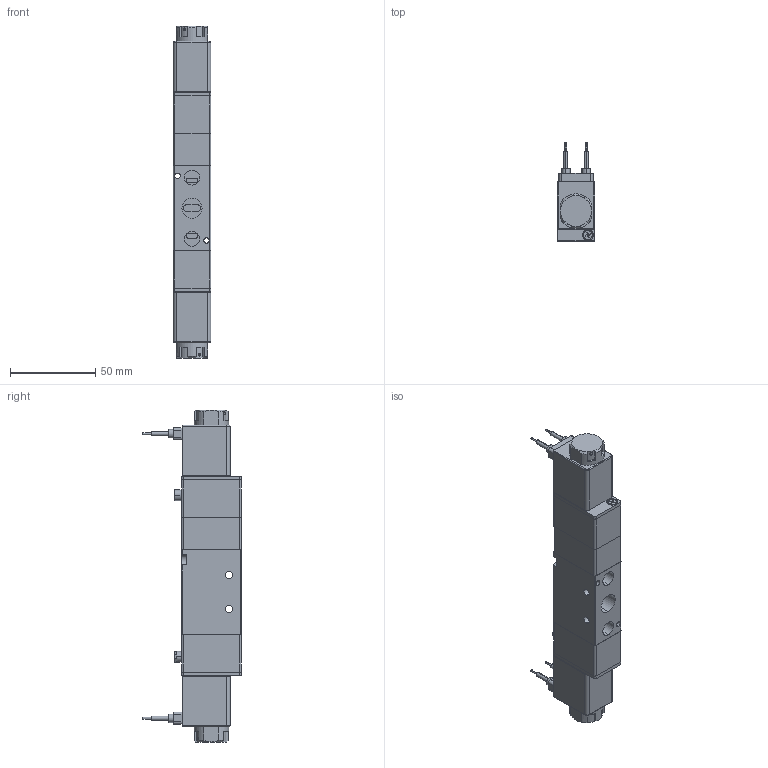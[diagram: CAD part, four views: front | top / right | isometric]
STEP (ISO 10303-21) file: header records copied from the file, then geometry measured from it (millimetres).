
FILE_DESCRIPTION (( 'STEP AP203' ), '1' );
FILE_NAME ('4V230C-E-P-08-G.STEP', '2016-07-08T20:55:38', ( '' ), ( '' ), 'SwSTEP 2.0', 'SolidWorks 2016', '' );
FILE_SCHEMA (( 'CONFIG_CONTROL_DESIGN' ));
Length unit declared in the file: inch
Products named in the file (12): 4V230-08-11++ｦT+ｷ-G-+-+; 4V210-08-03+ｺｦs-G-+-+; 4V210-¯+ª(¦÷-¯-+)_2; 4V210-¯+ª(¦÷-¯-+)_1; 4V210-¯+ª(¦÷-¯-+); 4V210-¯+ª(¦÷-¯-+)_3; 4V210-14-+ｦ++ｺ+ｷ; 4V210-ｯ+ｪ-ｦ-+-G-+-+; 4V210-13-戌s; 4V230C-E-P-08-G; 4V210-XD-03-+氖+-; cross recessed countersunk head screws gb1_GB_CROSS_SCREWS_TYPE4 M3X25-23.35  H type-N
Assembly tree (18 placements, depth 3):
  4V230C-E-P-08-G
    4V210-08-03+ｺｦs-G-+-+
    4V210-14-+ｦ++ｺ+ｷ  x2
    4V210-13-戌s  x2
    4V210-XD-03-+氖+-  x2
    cross recessed countersunk head screws gb1_GB_CROSS_SCREWS_TYPE4 M3X25-23.35  H type-N  x3
    4V230-08-11++ｦT+ｷ-G-+-+
    4V210-¯+ª(¦÷-¯-+)_3  x2
      4V210-¯+ª(¦÷-¯-+)_2
      4V210-¯+ª(¦÷-¯-+)_1
      4V210-¯+ª(¦÷-¯-+)
    4V210-ｯ+ｪ-ｦ-+-G-+-+  x2
Bounding box: 22 x 57.7 x 195.2 mm (x, y, z)
Volume: 112296.3 mm3; surface area: 44665.1 mm2
Topology: 19 solids, 19 shells, 449 faces, 1084 edges, 712 vertices
Faces by surface type: plane 213, cylinder 206, cone 26, bspline 4
Entity records: 9243 total; most frequent: CARTESIAN_POINT 1448, DIRECTION 1413, ORIENTED_EDGE 1238, EDGE_CURVE 619, AXIS2_PLACEMENT_3D 537, VERTEX_POINT 408, LINE 339, VECTOR 339
